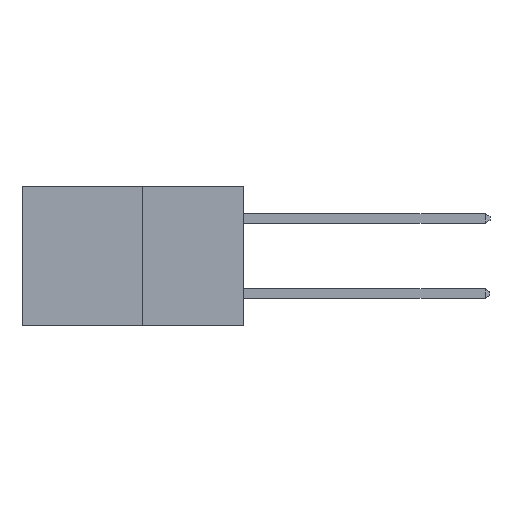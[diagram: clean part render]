
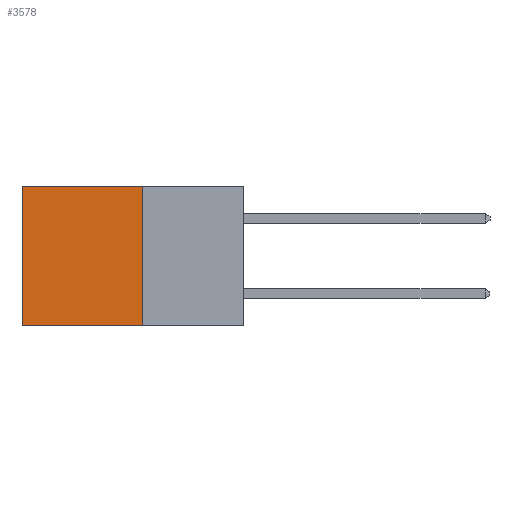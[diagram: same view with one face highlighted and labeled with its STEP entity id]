
A CAD part, left-side view. The second image highlights one B-rep face of the part: STEP entity #3578.
In plain terms, the highlighted planar face has unit normal (-1, 0, 0).
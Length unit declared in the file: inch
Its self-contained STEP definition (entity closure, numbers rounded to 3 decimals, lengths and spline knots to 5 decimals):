
#319 = LINE ( 'NONE', #6963, #3551 ) ;
#606 = LINE ( 'NONE', #3540, #6685 ) ;
#656 = AXIS2_PLACEMENT_3D ( 'NONE', #7066, #6911, #6904 ) ;
#766 = VERTEX_POINT ( 'NONE', #6962 ) ;
#778 = ORIENTED_EDGE ( 'NONE', *, *, #6982, .F. ) ;
#848 = DIRECTION ( 'NONE',  ( 0., 1., 0. ) ) ;
#1002 = DIRECTION ( 'NONE',  ( 0., 0., -1. ) ) ;
#1195 = ORIENTED_EDGE ( 'NONE', *, *, #2394, .T. ) ;
#1429 = EDGE_LOOP ( 'NONE', ( #1195, #2591, #778, #5928 ) ) ;
#1599 = LINE ( 'NONE', #1694, #7655 ) ;
#1694 = CARTESIAN_POINT ( 'NONE',  ( 0.277, 0.27, -0.37 ) ) ;
#1955 = EDGE_CURVE ( 'NONE', #3033, #6100, #1599, .T. ) ;
#2031 = FACE_OUTER_BOUND ( 'NONE', #1429, .T. ) ;
#2394 = EDGE_CURVE ( 'NONE', #5650, #6100, #6664, .T. ) ;
#2591 = ORIENTED_EDGE ( 'NONE', *, *, #1955, .F. ) ;
#3033 = VERTEX_POINT ( 'NONE', #6722 ) ;
#3540 = CARTESIAN_POINT ( 'NONE',  ( 0.277, 0.27, -0.37 ) ) ;
#3551 = VECTOR ( 'NONE', #6987, 39.37008 ) ;
#3578 = ADVANCED_FACE ( 'NONE', ( #2031 ), #6973, .F. ) ;
#3765 = DIRECTION ( 'NONE',  ( 0., 0., -1. ) ) ;
#4192 = EDGE_CURVE ( 'NONE', #766, #5650, #319, .T. ) ;
#4559 = CARTESIAN_POINT ( 'NONE',  ( 0.277, 0.59, -0.37 ) ) ;
#4946 = CARTESIAN_POINT ( 'NONE',  ( 0.277, 0.59, 0. ) ) ;
#5650 = VERTEX_POINT ( 'NONE', #4946 ) ;
#5928 = ORIENTED_EDGE ( 'NONE', *, *, #4192, .T. ) ;
#6100 = VERTEX_POINT ( 'NONE', #6474 ) ;
#6474 = CARTESIAN_POINT ( 'NONE',  ( 0.277, 0.59, -0.37 ) ) ;
#6481 = VECTOR ( 'NONE', #3765, 39.37008 ) ;
#6664 = LINE ( 'NONE', #4559, #6481 ) ;
#6685 = VECTOR ( 'NONE', #1002, 39.37008 ) ;
#6722 = CARTESIAN_POINT ( 'NONE',  ( 0.277, 0.27, -0.37 ) ) ;
#6904 = DIRECTION ( 'NONE',  ( 0., 0., -1. ) ) ;
#6911 = DIRECTION ( 'NONE',  ( 1., 0., 0. ) ) ;
#6962 = CARTESIAN_POINT ( 'NONE',  ( 0.277, 0.27, 0. ) ) ;
#6963 = CARTESIAN_POINT ( 'NONE',  ( 0.277, 0.27, 0. ) ) ;
#6973 = PLANE ( 'NONE',  #656 ) ;
#6982 = EDGE_CURVE ( 'NONE', #766, #3033, #606, .T. ) ;
#6987 = DIRECTION ( 'NONE',  ( 0., 1., 0. ) ) ;
#7066 = CARTESIAN_POINT ( 'NONE',  ( 0.277, 0.27, -0.37 ) ) ;
#7655 = VECTOR ( 'NONE', #848, 39.37008 ) ;
